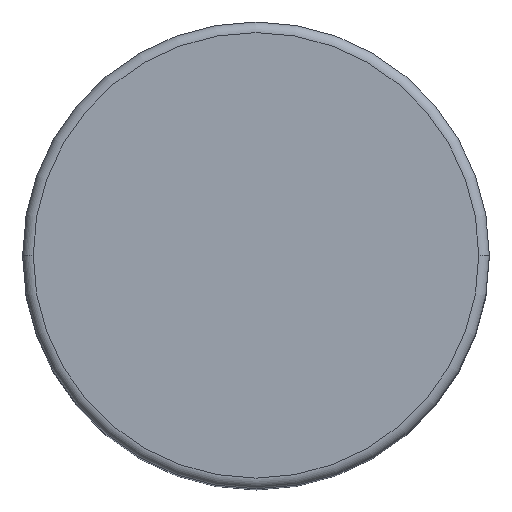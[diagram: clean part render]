
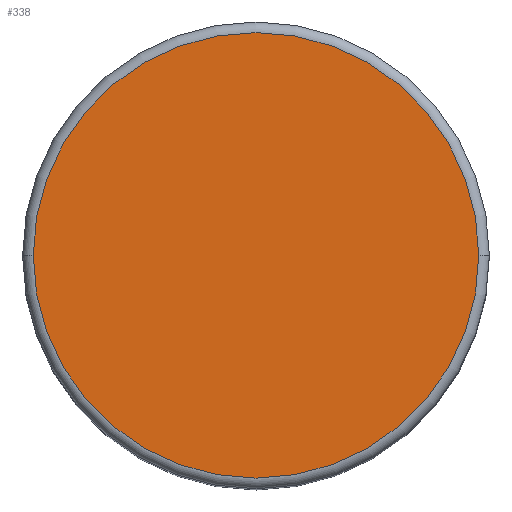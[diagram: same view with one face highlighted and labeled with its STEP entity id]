
A CAD part, top view. The second image highlights one B-rep face of the part: STEP entity #338.
In plain terms, the highlighted planar face has unit normal (0, 0, 1).
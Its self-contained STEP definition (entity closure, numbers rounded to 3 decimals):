
#56=CARTESIAN_POINT('',(0.,0.,0.));
#57=DIRECTION('',(0.,0.,1.));
#58=DIRECTION('',(-1.,0.,0.));
#59=AXIS2_PLACEMENT_3D('',#56,#57,#58);
#65=CARTESIAN_POINT('',(0.,0.,0.));
#66=DIRECTION('',(0.,0.,1.));
#67=DIRECTION('',(1.,0.,0.));
#68=AXIS2_PLACEMENT_3D('',#65,#66,#67);
#319=CARTESIAN_POINT('',(-10.5,0.,0.));
#320=CARTESIAN_POINT('',(10.5,0.,0.));
#321=VERTEX_POINT('',#319);
#322=VERTEX_POINT('',#320);
#327=CARTESIAN_POINT('',(0.,0.,0.));
#328=DIRECTION('',(0.,0.,1.));
#329=DIRECTION('',(1.,0.,0.));
#330=AXIS2_PLACEMENT_3D('',#327,#328,#329);
#331=PLANE('',#330);
#333=ORIENTED_EDGE('',*,*,#332,.F.);
#335=ORIENTED_EDGE('',*,*,#334,.F.);
#336=EDGE_LOOP('',(#333,#335));
#337=FACE_OUTER_BOUND('',#336,.F.);
#338=ADVANCED_FACE('',(#337),#331,.T.);
#60=CIRCLE('',#59,10.5);
#69=CIRCLE('',#68,10.5);
#332=EDGE_CURVE('',#321,#322,#60,.T.);
#334=EDGE_CURVE('',#322,#321,#69,.T.);
